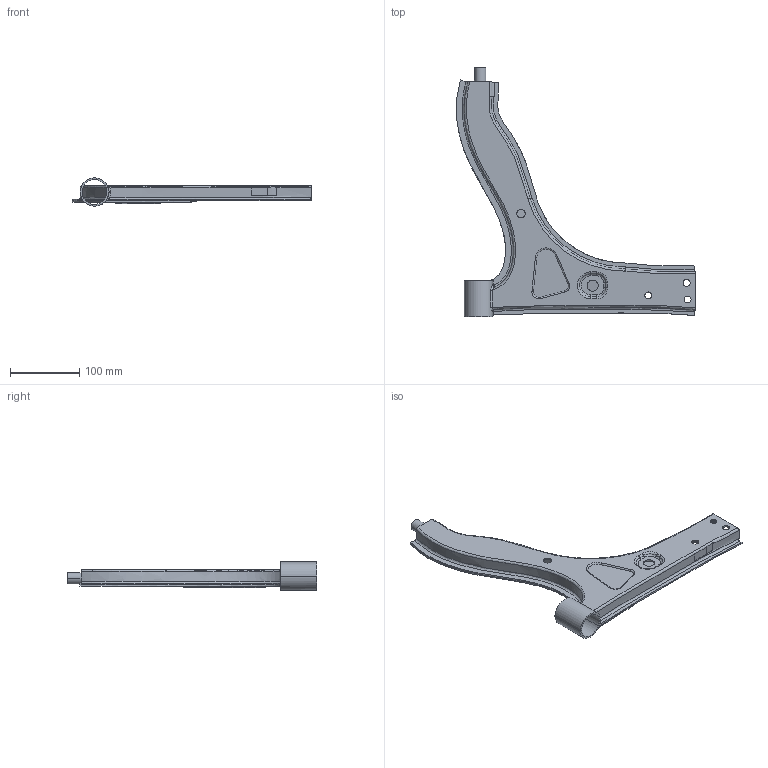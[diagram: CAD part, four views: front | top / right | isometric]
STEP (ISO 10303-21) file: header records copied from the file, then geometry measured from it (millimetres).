
FILE_DESCRIPTION(('CATIA V5 STEP Exchange'),'2;1');
FILE_NAME('L.C.stp','2020-10-27T08:04:23+00:00',('none'),('none'),'CATIA Version 5 Release 20 GA (IN-10)','CATIA V5 STEP AP203','none');
FILE_SCHEMA(('CONFIG_CONTROL_DESIGN'));
Length unit declared in the file: millimetre
Products named in the file (1): L.C.A
Bounding box: 345.55 x 360.39 x 40.96 mm (x, y, z)
Volume: 220170.2 mm3; surface area: 195704.6 mm2
Topology: 1 solids, 1 shells, 175 faces, 479 edges, 311 vertices
Faces by surface type: cylinder 58, plane 51, extrusion 23, torus 21, bspline 20, sphere 2
Entity records: 9702 total; most frequent: CARTESIAN_POINT 5674, ORIENTED_EDGE 942, DIRECTION 568, EDGE_CURVE 471, VERTEX_POINT 303, AXIS2_PLACEMENT_3D 247, VECTOR 208, EDGE_LOOP 196
